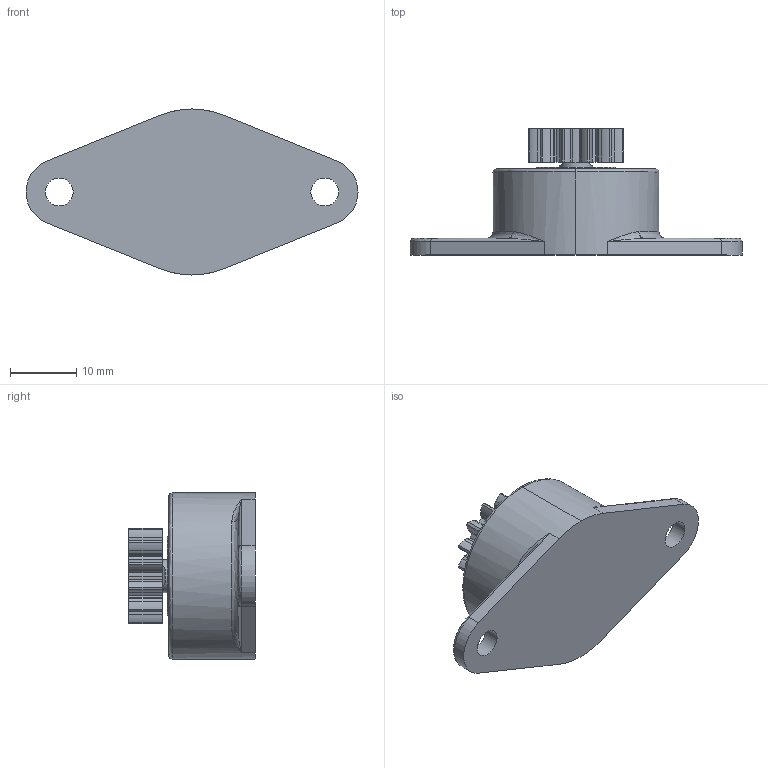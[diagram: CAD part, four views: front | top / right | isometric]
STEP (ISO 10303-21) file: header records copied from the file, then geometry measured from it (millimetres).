
FILE_DESCRIPTION (( 'STEP AP214' ), '1' );
FILE_NAME ('TM_351G_0_5_LR.STEP', '2018-07-23T00:36:06', ( '' ), ( '' ), 'SwSTEP 2.0', 'SolidWorks 2015', '' );
FILE_SCHEMA (( 'AUTOMOTIVE_DESIGN' ));
Length unit declared in the file: millimetre
Products named in the file (1): TM_351G_0_5_LR
Bounding box: 50 x 19 x 25 mm (x, y, z)
Volume: 7790.1 mm3; surface area: 3364.7 mm2
Topology: 1 solids, 1 shells, 181 faces, 509 edges, 332 vertices
Faces by surface type: cylinder 121, plane 42, bspline 13, cone 5
Entity records: 6552 total; most frequent: CARTESIAN_POINT 1751, DIRECTION 1056, ORIENTED_EDGE 1010, EDGE_CURVE 505, AXIS2_PLACEMENT_3D 418, VERTEX_POINT 332, CIRCLE 249, VECTOR 220
